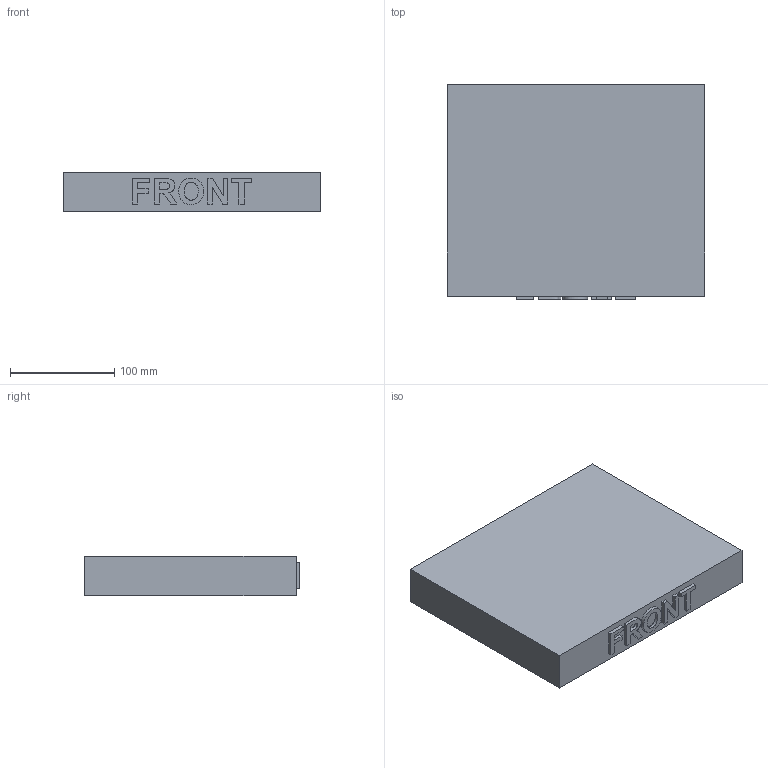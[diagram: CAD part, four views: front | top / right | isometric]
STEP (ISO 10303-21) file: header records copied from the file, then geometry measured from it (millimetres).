
FILE_DESCRIPTION( ( 'Unknown' ), '1' );
FILE_NAME( '2075-lid_internal_tub.stp', 'Unknown', ( 'Unknown' ), ( 'Unknown' ), 'PSStep 10.1', 'Unknown', ' ' );
FILE_SCHEMA( ( 'AUTOMOTIVE_DESIGN { 1 0 10303 214 1 1 1 1 }' ) );
Length unit declared in the file: millimetre
Products named in the file (1): 1
Bounding box: 247.65 x 206.38 x 38.1 mm (x, y, z)
Volume: 575446.6 mm3; surface area: 157891.8 mm2
Topology: 1 solids, 1 shells, 151 faces, 363 edges, 206 vertices
Faces by surface type: plane 61, bspline 45, cylinder 35, extrusion 6, sphere 4
Entity records: 6390 total; most frequent: CARTESIAN_POINT 3463, ORIENTED_EDGE 690, DIRECTION 445, EDGE_CURVE 345, VERTEX_POINT 206, B_SPLINE_CURVE_WITH_KNOTS 170, EDGE_LOOP 161, AXIS2_PLACEMENT_3D 157
